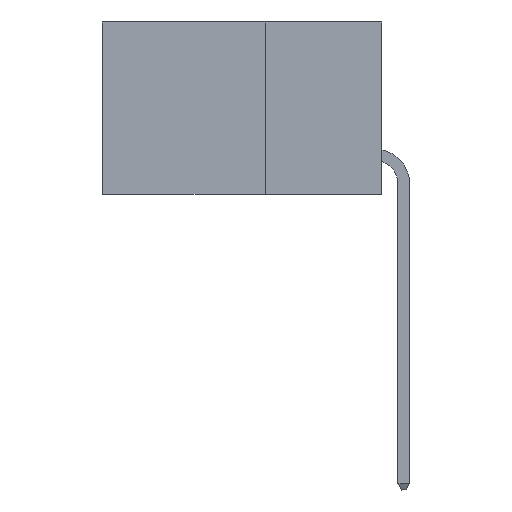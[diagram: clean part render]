
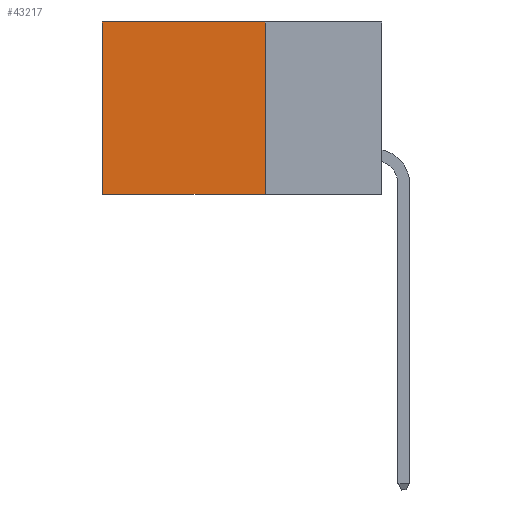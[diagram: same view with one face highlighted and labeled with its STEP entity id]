
A CAD part, left-side view. The second image highlights one B-rep face of the part: STEP entity #43217.
In plain terms, the highlighted planar face has unit normal (-1, 0, 0).
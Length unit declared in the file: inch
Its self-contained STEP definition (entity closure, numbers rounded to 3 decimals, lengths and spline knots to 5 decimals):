
#379 = CARTESIAN_POINT ( 'NONE',  ( 0.2875, 0.6, -0.37 ) ) ;
#1196 = VECTOR ( 'NONE', #35850, 39.37008 ) ;
#2405 = PLANE ( 'NONE',  #12496 ) ;
#2479 = ORIENTED_EDGE ( 'NONE', *, *, #15197, .T. ) ;
#3824 = LINE ( 'NONE', #22570, #4941 ) ;
#4941 = VECTOR ( 'NONE', #36863, 39.37008 ) ;
#6460 = CARTESIAN_POINT ( 'NONE',  ( 0.2875, 0.25, -0.37 ) ) ;
#6613 = VECTOR ( 'NONE', #16273, 39.37008 ) ;
#8255 = CARTESIAN_POINT ( 'NONE',  ( 0.2875, 0.6, 0. ) ) ;
#12186 = VERTEX_POINT ( 'NONE', #39706 ) ;
#12496 = AXIS2_PLACEMENT_3D ( 'NONE', #27983, #46334, #24487 ) ;
#15197 = EDGE_CURVE ( 'NONE', #27734, #15221, #35099, .T. ) ;
#15221 = VERTEX_POINT ( 'NONE', #23365 ) ;
#15544 = EDGE_LOOP ( 'NONE', ( #16650, #23566, #17300, #2479 ) ) ;
#16273 = DIRECTION ( 'NONE',  ( 0., 1., 0. ) ) ;
#16650 = ORIENTED_EDGE ( 'NONE', *, *, #29864, .T. ) ;
#16969 = DIRECTION ( 'NONE',  ( 0., 1., 0. ) ) ;
#17300 = ORIENTED_EDGE ( 'NONE', *, *, #36093, .F. ) ;
#18950 = CARTESIAN_POINT ( 'NONE',  ( 0.2875, 0.25, 0. ) ) ;
#19158 = FACE_OUTER_BOUND ( 'NONE', #15544, .T. ) ;
#22570 = CARTESIAN_POINT ( 'NONE',  ( 0.2875, 0.25, 0. ) ) ;
#23365 = CARTESIAN_POINT ( 'NONE',  ( 0.2875, 0.6, 0. ) ) ;
#23566 = ORIENTED_EDGE ( 'NONE', *, *, #43876, .F. ) ;
#24487 = DIRECTION ( 'NONE',  ( 0., 0., -1. ) ) ;
#26251 = LINE ( 'NONE', #8255, #1196 ) ;
#27734 = VERTEX_POINT ( 'NONE', #44880 ) ;
#27983 = CARTESIAN_POINT ( 'NONE',  ( 0.2875, 0.25, 0. ) ) ;
#29864 = EDGE_CURVE ( 'NONE', #15221, #34172, #26251, .T. ) ;
#34172 = VERTEX_POINT ( 'NONE', #379 ) ;
#35099 = LINE ( 'NONE', #18950, #6613 ) ;
#35850 = DIRECTION ( 'NONE',  ( 0., 0., -1. ) ) ;
#36093 = EDGE_CURVE ( 'NONE', #27734, #12186, #3824, .T. ) ;
#36863 = DIRECTION ( 'NONE',  ( 0., 0., -1. ) ) ;
#39706 = CARTESIAN_POINT ( 'NONE',  ( 0.2875, 0.25, -0.37 ) ) ;
#43073 = VECTOR ( 'NONE', #16969, 39.37008 ) ;
#43217 = ADVANCED_FACE ( 'NONE', ( #19158 ), #2405, .F. ) ;
#43876 = EDGE_CURVE ( 'NONE', #12186, #34172, #45304, .T. ) ;
#44880 = CARTESIAN_POINT ( 'NONE',  ( 0.2875, 0.25, 0. ) ) ;
#45304 = LINE ( 'NONE', #6460, #43073 ) ;
#46334 = DIRECTION ( 'NONE',  ( 1., 0., 0. ) ) ;
